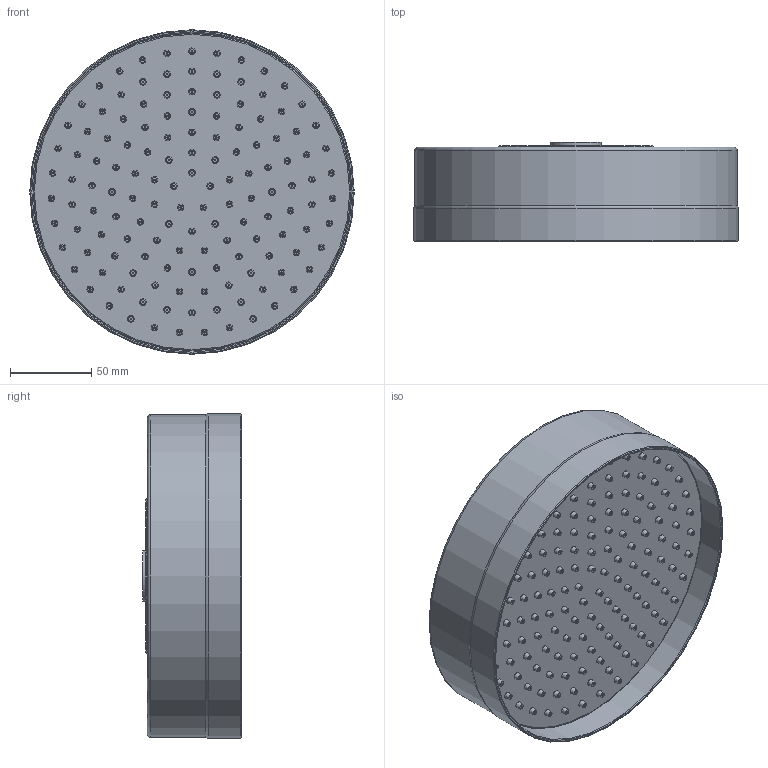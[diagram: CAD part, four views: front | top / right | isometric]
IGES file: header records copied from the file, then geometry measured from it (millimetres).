
Global section: file name: No Iges File Name specified; native system: Autodesk Inventor 2012; preprocessor: AutoDesk Inventor Iges Exporter R2012; author: adaniels; date: 20120829.120310; units: millimetre
Bounding box: 200 x 61 x 200 mm (x, y, z)
Volume: 1329499.6 mm3; surface area: 114874.2 mm2
Topology: 1 solids, 1 shells, 582 faces, 876 edges, 582 vertices
Faces by surface type: plane 287, revolution 146, cone 140, torus 6, cylinder 3
Full cylindrical faces by diameter (mm): 31.431 x1, 199 x1, 200 x1
